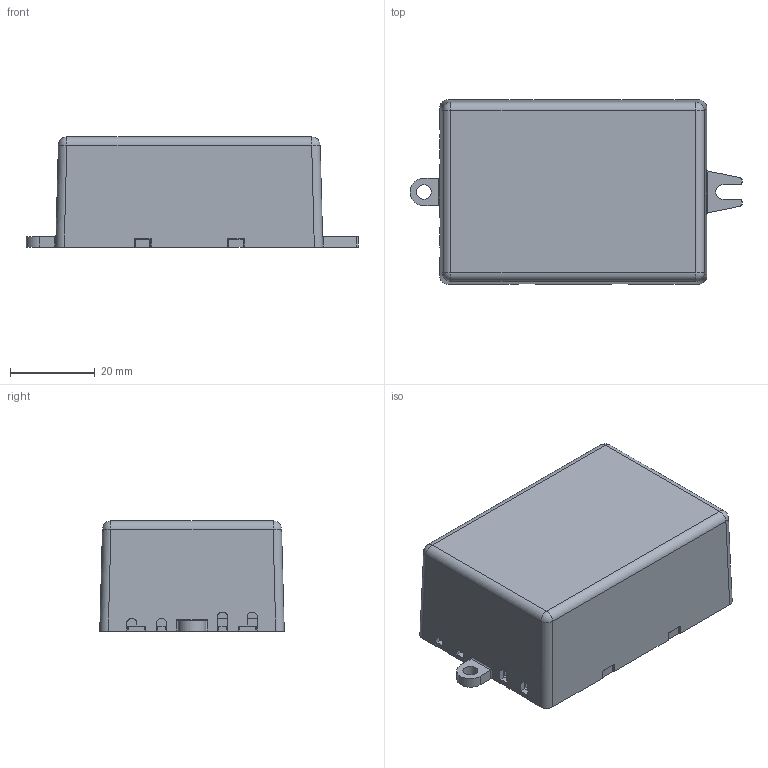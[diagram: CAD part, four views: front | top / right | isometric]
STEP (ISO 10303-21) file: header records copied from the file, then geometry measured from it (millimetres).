
FILE_DESCRIPTION((''),'2;1');
FILE_NAME('LNTC20W_ASM','2019-02-18T',('wsenga'),(''),'PRO/ENGINEER BY PARAMETRIC TECHNOLOGY CORPORATION, 2012360','PRO/ENGINEER BY PARAMETRIC TECHNOLOGY CORPORATION, 2012360','');
FILE_SCHEMA(('CONFIG_CONTROL_DESIGN'));
Length unit declared in the file: millimetre
Products named in the file (3): MAWLNTC20W-1A; MAWLNTC20W-2A; LNTC20W_ASM
Assembly tree (2 placements, depth 2):
  LNTC20W_ASM
    MAWLNTC20W-1A
    MAWLNTC20W-2A
Bounding box: 78.3 x 43.5 x 26 mm (x, y, z)
Volume: 13908.6 mm3; surface area: 21420 mm2
Topology: 2 solids, 2 shells, 258 faces, 710 edges, 462 vertices
Faces by surface type: plane 182, cylinder 64, sphere 8, bspline 4
Entity records: 8396 total; most frequent: CARTESIAN_POINT 1737, ORIENTED_EDGE 1420, DIRECTION 1294, EDGE_CURVE 710, VECTOR 576, LINE 576, VERTEX_POINT 462, AXIS2_PLACEMENT_3D 359
